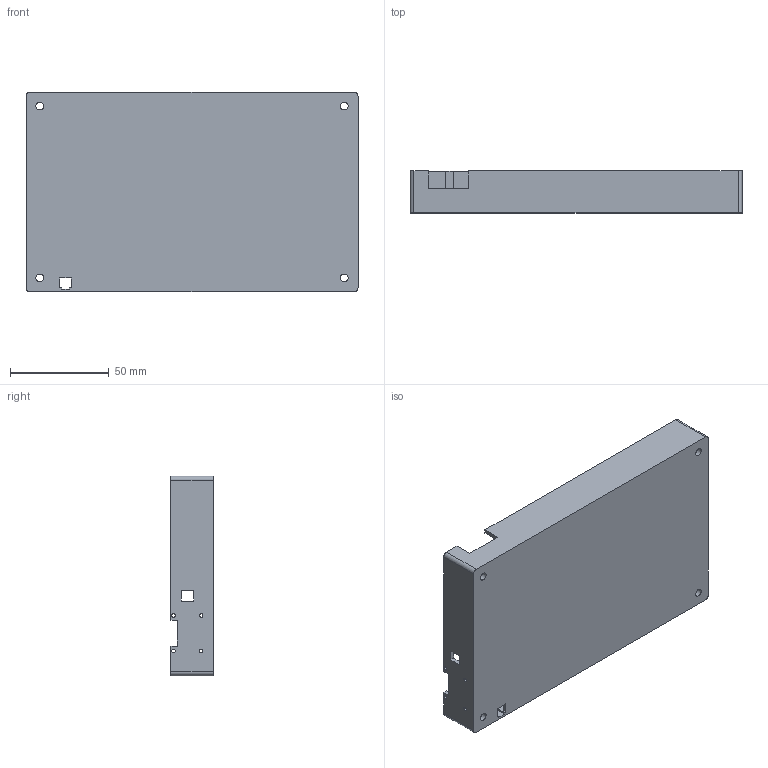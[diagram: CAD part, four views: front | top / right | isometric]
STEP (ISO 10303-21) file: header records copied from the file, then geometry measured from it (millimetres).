
FILE_DESCRIPTION(/* description */ (''),/* implementation_level */ '2;1');
FILE_NAME(/* name */ 'Main Case v15.step',/* time_stamp */ '2023-05-03T11:29:15-05:00',/* author */ (''),/* organization */ (''),/* preprocessor_version */ 'ST-DEVELOPER v19.2',/* originating_system */ 'Autodesk Translation Framework v12.4.0.73',/* authorisation */ '');
FILE_SCHEMA (('AUTOMOTIVE_DESIGN { 1 0 10303 214 3 1 1 }'));
Length unit declared in the file: millimetre
Products named in the file (1): Main Case
Bounding box: 168 x 21.3 x 101 mm (x, y, z)
Volume: 38323.9 mm3; surface area: 52863 mm2
Topology: 1 solids, 1 shells, 53 faces, 144 edges, 96 vertices
Faces by surface type: plane 37, cylinder 16
Full cylindrical faces by diameter (mm): 1.8 x4, 4 x4, 8 x4
Entity records: 1743 total; most frequent: CARTESIAN_POINT 294, ORIENTED_EDGE 288, DIRECTION 284, EDGE_CURVE 144, LINE 112, VECTOR 112, VERTEX_POINT 96, AXIS2_PLACEMENT_3D 86
